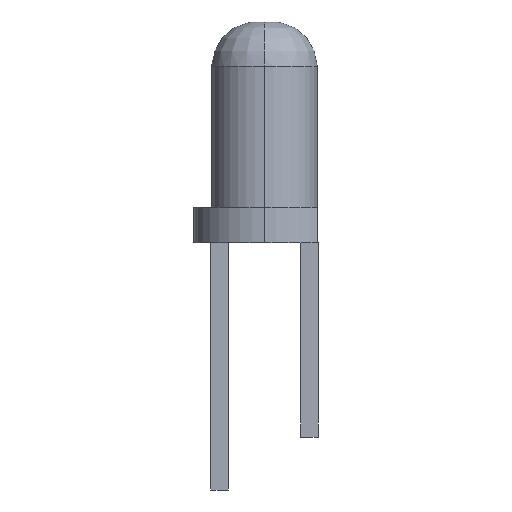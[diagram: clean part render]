
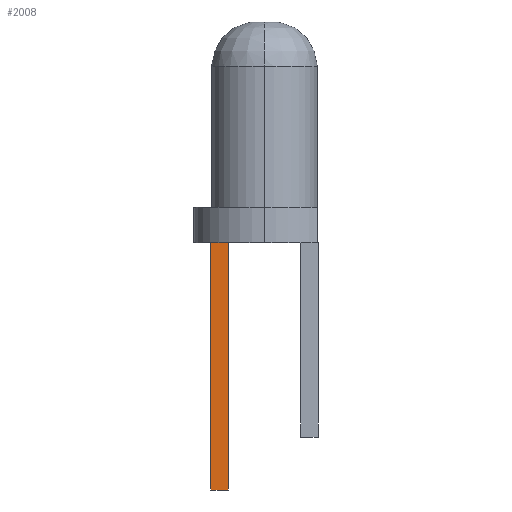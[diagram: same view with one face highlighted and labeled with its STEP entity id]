
A CAD part, left-side view. The second image highlights one B-rep face of the part: STEP entity #2008.
In plain terms, the highlighted planar face has unit normal (-1, 0, 0).
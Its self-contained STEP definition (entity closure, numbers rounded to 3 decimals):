
#727 = PLANE('',#728);
#728 = AXIS2_PLACEMENT_3D('',#729,#730,#731);
#729 = CARTESIAN_POINT('',(0.,1.26,2.875));
#730 = DIRECTION('',(0.,0.,1.));
#731 = DIRECTION('',(-1.,0.,0.));
#1317 = VERTEX_POINT('',#1318);
#1318 = CARTESIAN_POINT('',(-0.25,2.78,2.875));
#1334 = PLANE('',#1335);
#1335 = AXIS2_PLACEMENT_3D('',#1336,#1337,#1338);
#1336 = CARTESIAN_POINT('',(0.25,2.78,-4.125));
#1337 = DIRECTION('',(0.,-1.,0.));
#1338 = DIRECTION('',(1.,0.,0.));
#1346 = EDGE_CURVE('',#1347,#1317,#1349,.T.);
#1347 = VERTEX_POINT('',#1348);
#1348 = CARTESIAN_POINT('',(-0.25,2.28,2.875));
#1349 = SURFACE_CURVE('',#1350,(#1354,#1361),.PCURVE_S1.);
#1350 = LINE('',#1351,#1352);
#1351 = CARTESIAN_POINT('',(-0.25,2.78,2.875));
#1352 = VECTOR('',#1353,1.);
#1353 = DIRECTION('',(0.,1.,0.));
#1354 = PCURVE('',#727,#1355);
#1355 = DEFINITIONAL_REPRESENTATION('',(#1356),#1360);
#1356 = LINE('',#1357,#1358);
#1357 = CARTESIAN_POINT('',(0.25,-1.52));
#1358 = VECTOR('',#1359,1.);
#1359 = DIRECTION('',(0.,-1.));
#1360 = ( GEOMETRIC_REPRESENTATION_CONTEXT(2) 
PARAMETRIC_REPRESENTATION_CONTEXT() REPRESENTATION_CONTEXT('2D SPACE',''
  ) );
#1361 = PCURVE('',#1362,#1367);
#1362 = PLANE('',#1363);
#1363 = AXIS2_PLACEMENT_3D('',#1364,#1365,#1366);
#1364 = CARTESIAN_POINT('',(-0.25,2.78,-4.125));
#1365 = DIRECTION('',(1.,0.,0.));
#1366 = DIRECTION('',(0.,1.,0.));
#1367 = DEFINITIONAL_REPRESENTATION('',(#1368),#1372);
#1368 = LINE('',#1369,#1370);
#1369 = CARTESIAN_POINT('',(0.,7.));
#1370 = VECTOR('',#1371,1.);
#1371 = DIRECTION('',(1.,0.));
#1372 = ( GEOMETRIC_REPRESENTATION_CONTEXT(2) 
PARAMETRIC_REPRESENTATION_CONTEXT() REPRESENTATION_CONTEXT('2D SPACE',''
  ) );
#1390 = PLANE('',#1391);
#1391 = AXIS2_PLACEMENT_3D('',#1392,#1393,#1394);
#1392 = CARTESIAN_POINT('',(0.25,2.28,-4.125));
#1393 = DIRECTION('',(0.,1.,0.));
#1394 = DIRECTION('',(-1.,0.,0.));
#1863 = VERTEX_POINT('',#1864);
#1864 = CARTESIAN_POINT('',(-0.25,2.78,-4.125));
#1878 = PLANE('',#1879);
#1879 = AXIS2_PLACEMENT_3D('',#1880,#1881,#1882);
#1880 = CARTESIAN_POINT('',(-0.25,2.78,-4.125));
#1881 = DIRECTION('',(0.,0.,1.));
#1882 = DIRECTION('',(-1.,0.,0.));
#1890 = EDGE_CURVE('',#1863,#1317,#1891,.T.);
#1891 = SURFACE_CURVE('',#1892,(#1896,#1903),.PCURVE_S1.);
#1892 = LINE('',#1893,#1894);
#1893 = CARTESIAN_POINT('',(-0.25,2.78,-4.125));
#1894 = VECTOR('',#1895,1.);
#1895 = DIRECTION('',(0.,0.,1.));
#1896 = PCURVE('',#1334,#1897);
#1897 = DEFINITIONAL_REPRESENTATION('',(#1898),#1902);
#1898 = LINE('',#1899,#1900);
#1899 = CARTESIAN_POINT('',(-0.5,0.));
#1900 = VECTOR('',#1901,1.);
#1901 = DIRECTION('',(0.,1.));
#1902 = ( GEOMETRIC_REPRESENTATION_CONTEXT(2) 
PARAMETRIC_REPRESENTATION_CONTEXT() REPRESENTATION_CONTEXT('2D SPACE',''
  ) );
#1903 = PCURVE('',#1362,#1904);
#1904 = DEFINITIONAL_REPRESENTATION('',(#1905),#1909);
#1905 = LINE('',#1906,#1907);
#1906 = CARTESIAN_POINT('',(0.,0.));
#1907 = VECTOR('',#1908,1.);
#1908 = DIRECTION('',(0.,1.));
#1909 = ( GEOMETRIC_REPRESENTATION_CONTEXT(2) 
PARAMETRIC_REPRESENTATION_CONTEXT() REPRESENTATION_CONTEXT('2D SPACE',''
  ) );
#1964 = EDGE_CURVE('',#1965,#1347,#1967,.T.);
#1965 = VERTEX_POINT('',#1966);
#1966 = CARTESIAN_POINT('',(-0.25,2.28,-4.125));
#1967 = SURFACE_CURVE('',#1968,(#1972,#1979),.PCURVE_S1.);
#1968 = LINE('',#1969,#1970);
#1969 = CARTESIAN_POINT('',(-0.25,2.28,-4.125));
#1970 = VECTOR('',#1971,1.);
#1971 = DIRECTION('',(0.,0.,1.));
#1972 = PCURVE('',#1390,#1973);
#1973 = DEFINITIONAL_REPRESENTATION('',(#1974),#1978);
#1974 = LINE('',#1975,#1976);
#1975 = CARTESIAN_POINT('',(0.5,0.));
#1976 = VECTOR('',#1977,1.);
#1977 = DIRECTION('',(0.,1.));
#1978 = ( GEOMETRIC_REPRESENTATION_CONTEXT(2) 
PARAMETRIC_REPRESENTATION_CONTEXT() REPRESENTATION_CONTEXT('2D SPACE',''
  ) );
#1979 = PCURVE('',#1362,#1980);
#1980 = DEFINITIONAL_REPRESENTATION('',(#1981),#1985);
#1981 = LINE('',#1982,#1983);
#1982 = CARTESIAN_POINT('',(-0.5,0.));
#1983 = VECTOR('',#1984,1.);
#1984 = DIRECTION('',(0.,1.));
#1985 = ( GEOMETRIC_REPRESENTATION_CONTEXT(2) 
PARAMETRIC_REPRESENTATION_CONTEXT() REPRESENTATION_CONTEXT('2D SPACE',''
  ) );
#2008 = ADVANCED_FACE('',(#2009),#1362,.F.);
#2009 = FACE_BOUND('',#2010,.T.);
#2010 = EDGE_LOOP('',(#2011,#2012,#2013,#2034));
#2011 = ORIENTED_EDGE('',*,*,#1346,.T.);
#2012 = ORIENTED_EDGE('',*,*,#1890,.F.);
#2013 = ORIENTED_EDGE('',*,*,#2014,.F.);
#2014 = EDGE_CURVE('',#1965,#1863,#2015,.T.);
#2015 = SURFACE_CURVE('',#2016,(#2020,#2027),.PCURVE_S1.);
#2016 = LINE('',#2017,#2018);
#2017 = CARTESIAN_POINT('',(-0.25,2.78,-4.125));
#2018 = VECTOR('',#2019,1.);
#2019 = DIRECTION('',(0.,1.,0.));
#2020 = PCURVE('',#1362,#2021);
#2021 = DEFINITIONAL_REPRESENTATION('',(#2022),#2026);
#2022 = LINE('',#2023,#2024);
#2023 = CARTESIAN_POINT('',(0.,0.));
#2024 = VECTOR('',#2025,1.);
#2025 = DIRECTION('',(1.,0.));
#2026 = ( GEOMETRIC_REPRESENTATION_CONTEXT(2) 
PARAMETRIC_REPRESENTATION_CONTEXT() REPRESENTATION_CONTEXT('2D SPACE',''
  ) );
#2027 = PCURVE('',#1878,#2028);
#2028 = DEFINITIONAL_REPRESENTATION('',(#2029),#2033);
#2029 = LINE('',#2030,#2031);
#2030 = CARTESIAN_POINT('',(0.,-0.));
#2031 = VECTOR('',#2032,1.);
#2032 = DIRECTION('',(0.,-1.));
#2033 = ( GEOMETRIC_REPRESENTATION_CONTEXT(2) 
PARAMETRIC_REPRESENTATION_CONTEXT() REPRESENTATION_CONTEXT('2D SPACE',''
  ) );
#2034 = ORIENTED_EDGE('',*,*,#1964,.T.);
